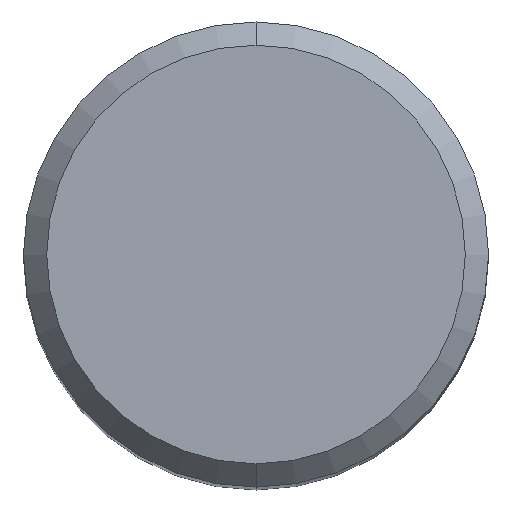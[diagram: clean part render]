
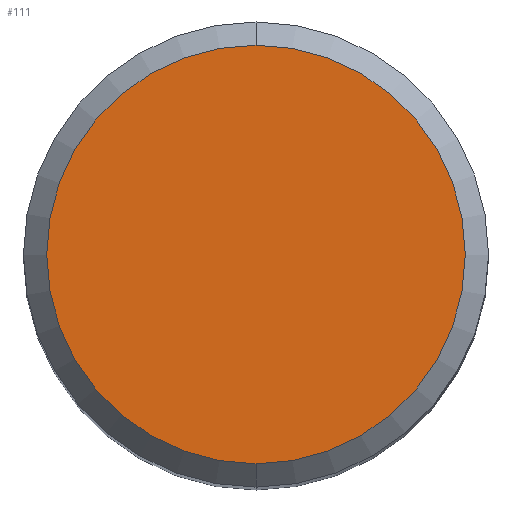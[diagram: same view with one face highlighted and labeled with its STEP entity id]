
A CAD part, top view. The second image highlights one B-rep face of the part: STEP entity #111.
In plain terms, the highlighted planar face has unit normal (0, 0, 1).
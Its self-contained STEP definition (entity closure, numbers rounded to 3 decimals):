
#109=EDGE_CURVE('',#195,#149,#261,.T.);
#111=ADVANCED_FACE('',(#263),#264,.T.);
#149=VERTEX_POINT('',#308);
#151=EDGE_CURVE('',#149,#195,#310,.T.);
#195=VERTEX_POINT('',#359);
#261=CIRCLE('',#425,5.4);
#263=FACE_OUTER_BOUND('',#427,.T.);
#264=PLANE('',#428);
#308=CARTESIAN_POINT('',(0.,-5.4,0.0));
#310=CIRCLE('',#487,5.4);
#359=CARTESIAN_POINT('',(0.0,5.4,0.0));
#425=AXIS2_PLACEMENT_3D('',#618,#619,#620);
#427=EDGE_LOOP('',(#622,#623));
#428=AXIS2_PLACEMENT_3D('',#624,#625,#626);
#487=AXIS2_PLACEMENT_3D('',#685,#686,#687);
#618=CARTESIAN_POINT('',(0.0,0.0,0.0));
#619=DIRECTION('',(0.0,0.0,-1.0));
#620=DIRECTION('',(0.0,1.0,0.0));
#622=ORIENTED_EDGE('',*,*,#109,.F.);
#623=ORIENTED_EDGE('',*,*,#151,.F.);
#624=CARTESIAN_POINT('',(0.0,2.7,0.0));
#625=DIRECTION('',(-0.0,0.0,1.0));
#626=DIRECTION('',(0.0,-1.0,0.0));
#685=CARTESIAN_POINT('',(0.0,0.0,0.0));
#686=DIRECTION('',(0.0,0.0,-1.0));
#687=DIRECTION('',(0.0,1.0,0.0));
